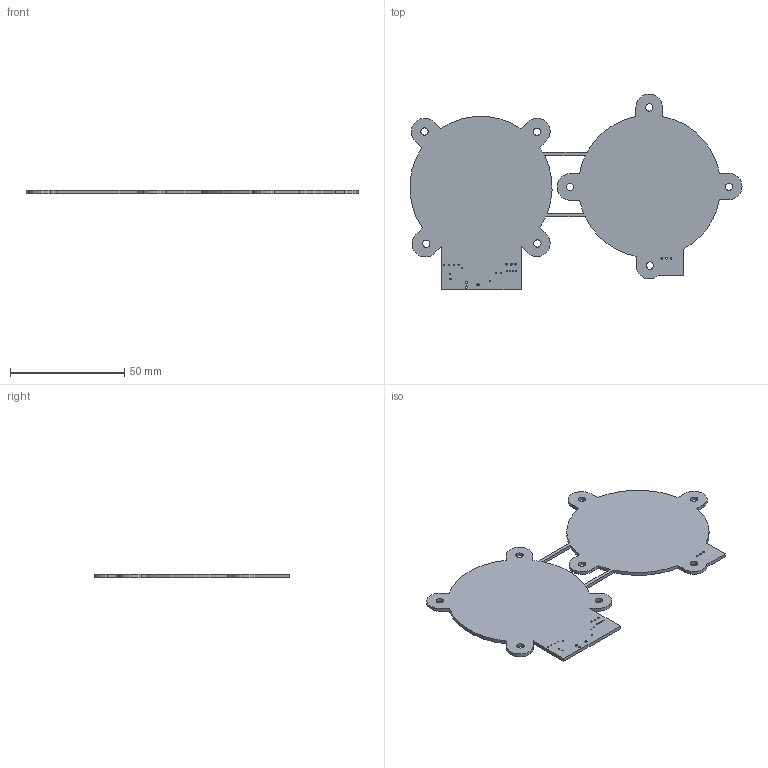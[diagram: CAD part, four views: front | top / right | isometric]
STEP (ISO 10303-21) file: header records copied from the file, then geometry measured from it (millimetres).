
FILE_DESCRIPTION(('KiCad electronic assembly'),'2;1');
FILE_NAME('tactile_schematic.step','2025-10-28T14:39:03',('Pcbnew'),( 'Kicad'),'Open CASCADE STEP processor 7.8','KiCad to STEP converter' ,'Unknown');
FILE_SCHEMA(('AUTOMOTIVE_DESIGN { 1 0 10303 214 1 1 1 1 }'));
Length unit declared in the file: millimetre
Products named in the file (2): tactile_schematic 1; tactile_schematic_PCB
Assembly tree (1 placements, depth 2):
  tactile_schematic 1
    tactile_schematic_PCB
Bounding box: 145.09 x 85.63 x 1.51 mm (x, y, z)
Volume: 11253.8 mm3; surface area: 16023.8 mm2
Topology: 1 solids, 1 shells, 76 faces, 222 edges, 148 vertices
Faces by surface type: cylinder 50, plane 26
Full cylindrical faces by diameter (mm): 0.5 x10, 0.65 x4, 0.8 x6, 0.991 x3, 3.2 x8
Entity records: 2731 total; most frequent: DIRECTION 478, CARTESIAN_POINT 448, ORIENTED_EDGE 444, EDGE_CURVE 222, AXIS2_PLACEMENT_3D 178, VERTEX_POINT 148, FACE_BOUND 140, EDGE_LOOP 140
